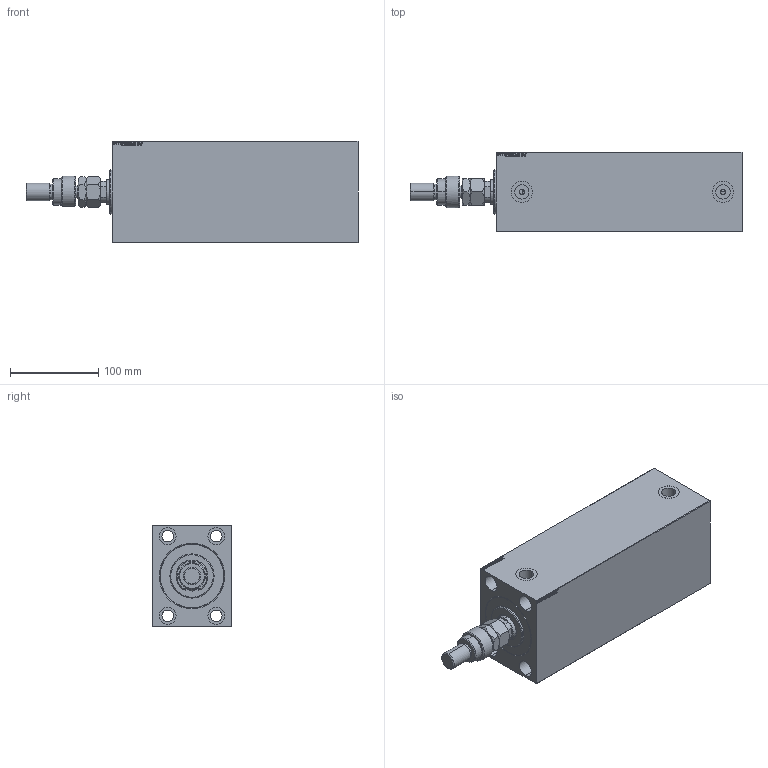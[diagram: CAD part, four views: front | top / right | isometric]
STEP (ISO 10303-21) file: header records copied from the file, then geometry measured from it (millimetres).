
FILE_DESCRIPTION (( 'STEP AP203' ), '1' );
FILE_NAME ('8e78.STEP', '2022-04-17T06:40:25', ( '' ), ( '' ), 'SwSTEP 2.0', 'SolidWorks 2019', '' );
FILE_SCHEMA (( 'CONFIG_CONTROL_DESIGN' ));
Length unit declared in the file: millimetre
Products named in the file (7): FEMALE_PART_FOR_DFA fc28101799d5e4cc676d5853118a8aa5; DFA fc28101799d5e4cc676d5853118a8aa5; V450CM_C_Body fc28101799d5e4cc676d5853118a8aa5; V450CM_C_VCP fc28101799d5e4cc676d5853118a8aa5; MFA fc28101799d5e4cc676d5853118a8aa5; 8e78; V450CM_VC_B fc28101799d5e4cc676d5853118a8aa5
Assembly tree (6 placements, depth 3):
  8e78
    V450CM_C_Body fc28101799d5e4cc676d5853118a8aa5
    V450CM_C_VCP fc28101799d5e4cc676d5853118a8aa5
    V450CM_VC_B fc28101799d5e4cc676d5853118a8aa5
    DFA fc28101799d5e4cc676d5853118a8aa5
      FEMALE_PART_FOR_DFA fc28101799d5e4cc676d5853118a8aa5
      MFA fc28101799d5e4cc676d5853118a8aa5
Bounding box: 375.5 x 90 x 115 mm (x, y, z)
Volume: 2254198.5 mm3; surface area: 300604.1 mm2
Topology: 5 solids, 5 shells, 967 faces, 2442 edges, 1601 vertices
Faces by surface type: plane 442, bspline 380, cylinder 87, cone 54, torus 4
Entity records: 47595 total; most frequent: CARTESIAN_POINT 26138, ORIENTED_EDGE 4880, DIRECTION 3026, EDGE_CURVE 2440, VERTEX_POINT 1601, LINE 1380, VECTOR 1380, EDGE_LOOP 1103
